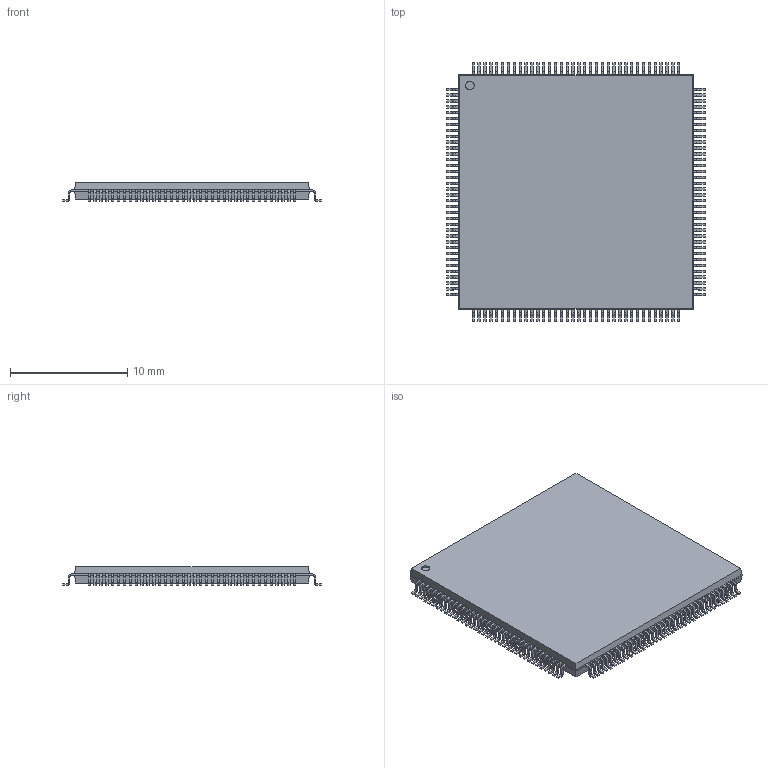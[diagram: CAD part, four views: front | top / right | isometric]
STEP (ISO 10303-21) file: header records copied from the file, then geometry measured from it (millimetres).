
FILE_DESCRIPTION(/* description */ (''),/* implementation_level */ '2;1');
FILE_NAME(/* name */ '144-LQFP.step',/* time_stamp */ '2021-09-01T04:37:13+08:00',/* author */ (''),/* organization */ (''),/* preprocessor_version */ 'ST-DEVELOPER v18.1',/* originating_system */ 'Autodesk Translation Framework v10.10.0.1391',/* authorisation */ '');
FILE_SCHEMA (('AUTOMOTIVE_DESIGN { 1 0 10303 214 3 1 1 }'));
Products named in the file (1): (Unsaved)
Bounding box: 22 x 22 x 1.6 mm (x, y, z)
Volume: 563.1 mm3; surface area: 1075.6 mm2
Topology: 145 solids, 145 shells, 2032 faces, 5215 edges, 3474 vertices
Faces by surface type: plane 1455, cylinder 577
Full cylindrical faces by diameter (mm): 0.722 x1
Entity records: 61353 total; most frequent: CARTESIAN_POINT 10722, DIRECTION 10435, ORIENTED_EDGE 10430, EDGE_CURVE 5215, LINE 4061, VECTOR 4061, VERTEX_POINT 3474, AXIS2_PLACEMENT_3D 3187
